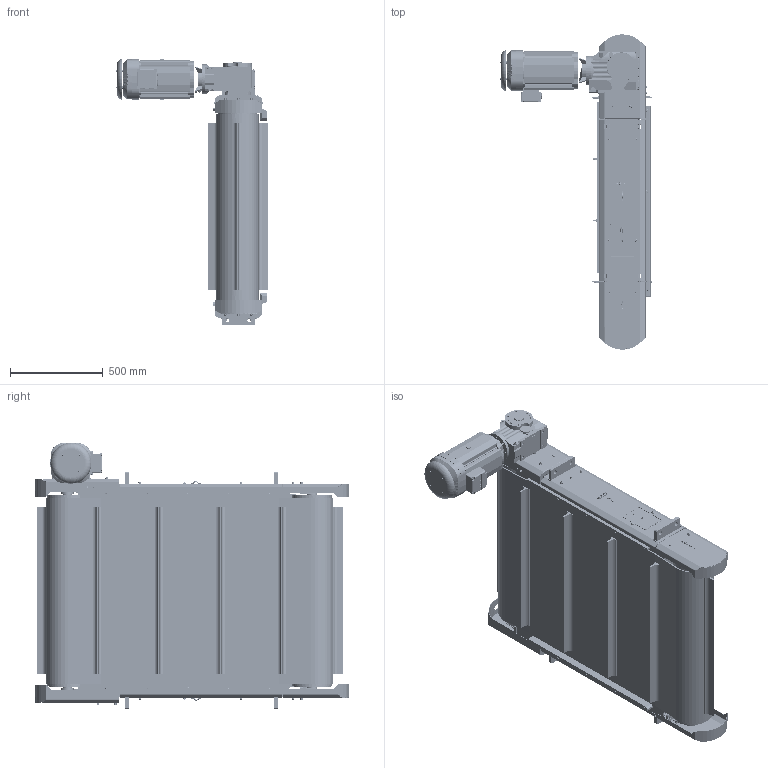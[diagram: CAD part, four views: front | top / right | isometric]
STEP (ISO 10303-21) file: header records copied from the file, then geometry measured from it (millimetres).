
FILE_DESCRIPTION(/* description */ (''),/* implementation_level */ '2;1');
FILE_NAME(/* name */ 'RONC080351.stp',/* time_stamp */ '2023-04-20T14:00:55+02:00',/* author */ ('PH'),/* organization */ (''),/* preprocessor_version */ 'ST-DEVELOPER v18.1',/* originating_system */ 'Autodesk Inventor 2021',/* authorisation */ '');
FILE_SCHEMA (('AUTOMOTIVE_DESIGN { 1 0 10303 214 3 1 1 }'));
Products named in the file (1): RONC080351_Obal_1
Bounding box: 817.43 x 1697.3 x 1438.1 mm (x, y, z)
Volume: 88749714.8 mm3; surface area: 21830672.3 mm2
Topology: 22 solids, 22 shells, 6529 faces, 17010 edges, 10854 vertices
Faces by surface type: plane 3926, cylinder 1611, cone 569, bspline 275, torus 130, sphere 18
Full cylindrical faces by diameter (mm): 4 x4, 5 x2, 5.459 x4, 6 x71, 6.4 x4, 6.5 x10, 6.6 x10, 6.647 x5, 6.917 x4, 7 x28, 7.318 x2, 7.323 x11, 7.782 x2, 8 x59, 8.376 x1, 8.4 x22, 8.5 x4, 8.566 x4, 8.7 x4, 9 x19, 9.188 x7, 9.59 x4, 9.6 x4, 9.728 x2, 9.9 x10, 10 x26, 10.5 x6, 11 x13, 11.053 x1, 11.4 x11
Entity records: 214223 total; most frequent: CARTESIAN_POINT 48499, ORIENTED_EDGE 33838, DIRECTION 32231, EDGE_CURVE 16919, AXIS2_PLACEMENT_3D 10901, VERTEX_POINT 10866, LINE 10429, VECTOR 10429
